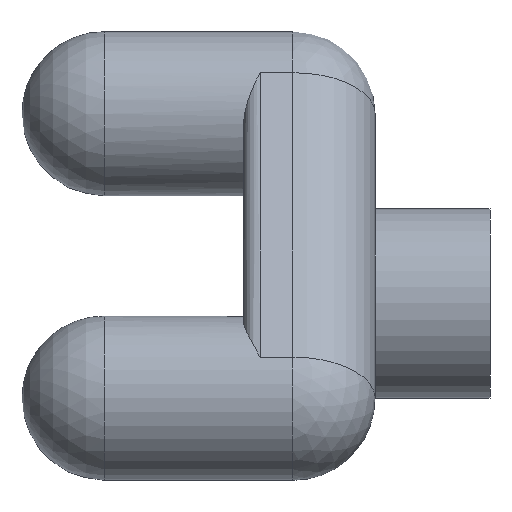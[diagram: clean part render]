
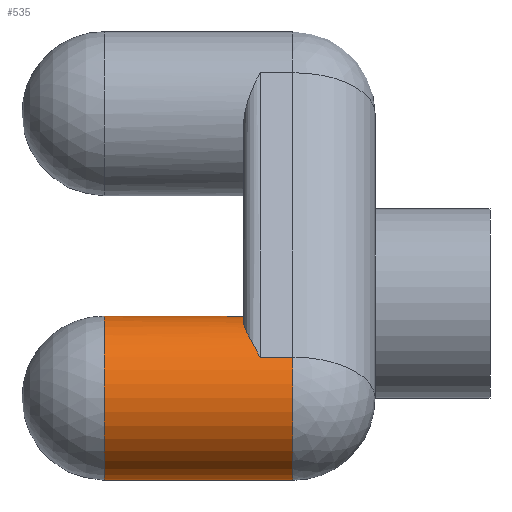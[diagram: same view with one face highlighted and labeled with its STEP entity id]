
A CAD part, left-side view. The second image highlights one B-rep face of the part: STEP entity #535.
In plain terms, the highlighted cylindrical face has radius 5 mm (diameter 10 mm), a full revolution.
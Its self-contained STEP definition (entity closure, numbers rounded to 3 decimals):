
#31=CIRCLE('',#581,5.);
#44=CIRCLE('',#602,5.);
#46=CIRCLE('',#604,5.);
#47=CIRCLE('',#606,5.);
#48=CIRCLE('',#607,5.);
#85=FACE_OUTER_BOUND('',#116,.T.);
#116=EDGE_LOOP('',(#443,#444,#445,#446,#447,#448,#449,#450,#451,#452,#453));
#135=LINE('',#834,#178);
#142=LINE('',#862,#185);
#151=LINE('',#929,#194);
#178=VECTOR('',#636,10.);
#185=VECTOR('',#647,10.);
#194=VECTOR('',#736,5.);
#217=B_SPLINE_CURVE_WITH_KNOTS('',3,(#816,#817,#818,#819,#820,#821),
 .UNSPECIFIED.,.F.,.F.,(4,2,4),(0.,0.164,0.327),
 .UNSPECIFIED.);
#220=B_SPLINE_CURVE_WITH_KNOTS('',3,(#850,#851,#852,#853,#854,#855),
 .UNSPECIFIED.,.F.,.F.,(4,2,4),(0.698,0.862,1.025),
 .UNSPECIFIED.);
#228=VERTEX_POINT('',#814);
#229=VERTEX_POINT('',#815);
#232=VERTEX_POINT('',#833);
#236=VERTEX_POINT('',#847);
#237=VERTEX_POINT('',#849);
#239=VERTEX_POINT('',#860);
#254=VERTEX_POINT('',#921);
#255=VERTEX_POINT('',#922);
#257=VERTEX_POINT('',#928);
#279=EDGE_CURVE('',#228,#229,#217,.F.);
#283=EDGE_CURVE('',#232,#229,#135,.T.);
#288=EDGE_CURVE('',#236,#237,#220,.F.);
#292=EDGE_CURVE('',#239,#236,#142,.T.);
#308=EDGE_CURVE('',#232,#239,#31,.T.);
#323=EDGE_CURVE('',#254,#255,#44,.T.);
#325=EDGE_CURVE('',#255,#254,#46,.T.);
#326=EDGE_CURVE('',#254,#257,#151,.T.);
#327=EDGE_CURVE('',#257,#237,#47,.T.);
#328=EDGE_CURVE('',#228,#257,#48,.T.);
#443=ORIENTED_EDGE('',*,*,#323,.F.);
#444=ORIENTED_EDGE('',*,*,#326,.T.);
#445=ORIENTED_EDGE('',*,*,#327,.T.);
#446=ORIENTED_EDGE('',*,*,#288,.F.);
#447=ORIENTED_EDGE('',*,*,#292,.F.);
#448=ORIENTED_EDGE('',*,*,#308,.F.);
#449=ORIENTED_EDGE('',*,*,#283,.T.);
#450=ORIENTED_EDGE('',*,*,#279,.F.);
#451=ORIENTED_EDGE('',*,*,#328,.T.);
#452=ORIENTED_EDGE('',*,*,#326,.F.);
#453=ORIENTED_EDGE('',*,*,#325,.F.);
#513=CYLINDRICAL_SURFACE('',#605,5.);
#535=ADVANCED_FACE('',(#85),#513,.T.);
#581=AXIS2_PLACEMENT_3D('',#891,#684,#685);
#602=AXIS2_PLACEMENT_3D('',#923,#728,#729);
#604=AXIS2_PLACEMENT_3D('',#926,#732,#733);
#605=AXIS2_PLACEMENT_3D('',#927,#734,#735);
#606=AXIS2_PLACEMENT_3D('',#930,#737,#738);
#607=AXIS2_PLACEMENT_3D('',#931,#739,#740);
#636=DIRECTION('',(0.,1.,0.));
#647=DIRECTION('',(0.,1.,0.));
#684=DIRECTION('center_axis',(0.,-1.,0.));
#685=DIRECTION('ref_axis',(-1.,0.,0.));
#728=DIRECTION('center_axis',(0.,1.,0.));
#729=DIRECTION('ref_axis',(-1.,0.,0.));
#732=DIRECTION('center_axis',(0.,1.,0.));
#733=DIRECTION('ref_axis',(-1.,0.,0.));
#734=DIRECTION('center_axis',(0.,1.,0.));
#735=DIRECTION('ref_axis',(-1.,0.,0.));
#736=DIRECTION('',(0.,-1.,0.));
#737=DIRECTION('center_axis',(0.,1.,0.));
#738=DIRECTION('ref_axis',(-1.,0.,0.));
#739=DIRECTION('center_axis',(0.,1.,0.));
#740=DIRECTION('ref_axis',(-1.,0.,0.));
#814=CARTESIAN_POINT('',(83.036,10.,-0.402));
#815=CARTESIAN_POINT('',(80.67,9.,-2.5));
#816=CARTESIAN_POINT('Ctrl Pts',(80.67,9.,-2.5));
#817=CARTESIAN_POINT('Ctrl Pts',(80.919,9.223,-2.069));
#818=CARTESIAN_POINT('Ctrl Pts',(81.255,9.465,-1.643));
#819=CARTESIAN_POINT('Ctrl Pts',(82.064,9.851,-0.916));
#820=CARTESIAN_POINT('Ctrl Pts',(82.535,10.,-0.616));
#821=CARTESIAN_POINT('Ctrl Pts',(83.036,10.,-0.402));
#833=CARTESIAN_POINT('',(80.67,7.,-2.5));
#834=CARTESIAN_POINT('',(80.67,2.,-2.5));
#847=CARTESIAN_POINT('',(85.,9.,-10.));
#849=CARTESIAN_POINT('',(88.,10.,-9.));
#850=CARTESIAN_POINT('Ctrl Pts',(88.,10.,-9.));
#851=CARTESIAN_POINT('Ctrl Pts',(87.564,10.,-9.327));
#852=CARTESIAN_POINT('Ctrl Pts',(87.069,9.851,-9.584));
#853=CARTESIAN_POINT('Ctrl Pts',(86.035,9.465,-9.922));
#854=CARTESIAN_POINT('Ctrl Pts',(85.498,9.223,-10.));
#855=CARTESIAN_POINT('Ctrl Pts',(85.,9.,-10.));
#860=CARTESIAN_POINT('',(85.,7.,-10.));
#862=CARTESIAN_POINT('',(85.,2.,-10.));
#891=CARTESIAN_POINT('Origin',(85.,7.,-5.));
#921=CARTESIAN_POINT('',(90.,18.5,-5.));
#922=CARTESIAN_POINT('',(85.,18.5,0.));
#923=CARTESIAN_POINT('Origin',(85.,18.5,-5.));
#926=CARTESIAN_POINT('Origin',(85.,18.5,-5.));
#927=CARTESIAN_POINT('Origin',(85.,2.,-5.));
#928=CARTESIAN_POINT('',(90.,10.,-5.));
#929=CARTESIAN_POINT('',(90.,2.,-5.));
#930=CARTESIAN_POINT('Origin',(85.,10.,-5.));
#931=CARTESIAN_POINT('Origin',(85.,10.,-5.));
